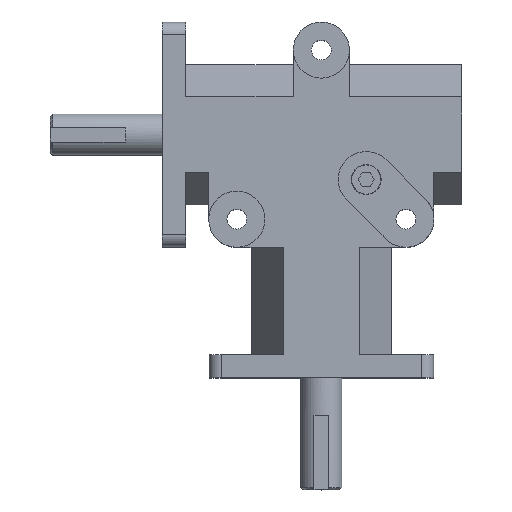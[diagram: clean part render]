
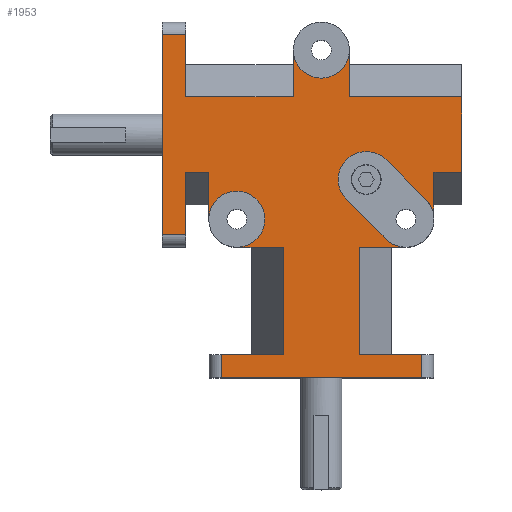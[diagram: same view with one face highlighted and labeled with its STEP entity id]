
A CAD part, top view. The second image highlights one B-rep face of the part: STEP entity #1953.
In plain terms, the highlighted planar face has unit normal (0, 0, 1).
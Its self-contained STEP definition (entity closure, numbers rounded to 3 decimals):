
#78=PLANE('',#2127);
#171=FACE_OUTER_BOUND('',#296,.T.);
#296=EDGE_LOOP('',(#1494,#1495,#1496,#1497,#1498,#1499,#1500,#1501,#1502,
#1503,#1504,#1505,#1506,#1507,#1508,#1509,#1510,#1511,#1512,#1513,#1514,
#1515,#1516,#1517,#1518,#1519,#1520,#1521,#1522,#1523));
#416=LINE('',#2967,#607);
#421=LINE('',#2991,#612);
#426=LINE('',#3012,#617);
#428=LINE('',#3021,#619);
#431=LINE('',#3032,#622);
#439=LINE('',#3053,#630);
#441=LINE('',#3061,#632);
#442=LINE('',#3063,#633);
#443=LINE('',#3065,#634);
#444=LINE('',#3069,#635);
#445=LINE('',#3073,#636);
#446=LINE('',#3077,#637);
#447=LINE('',#3079,#638);
#448=LINE('',#3081,#639);
#449=LINE('',#3083,#640);
#450=LINE('',#3085,#641);
#451=LINE('',#3089,#642);
#452=LINE('',#3091,#643);
#453=LINE('',#3092,#644);
#454=LINE('',#3093,#645);
#455=LINE('',#3095,#646);
#456=LINE('',#3097,#647);
#457=LINE('',#3101,#648);
#458=LINE('',#3103,#649);
#459=LINE('',#3104,#650);
#607=VECTOR('',#2390,1.);
#612=VECTOR('',#2411,1.);
#617=VECTOR('',#2430,1.);
#619=VECTOR('',#2438,1.);
#622=VECTOR('',#2449,1.);
#630=VECTOR('',#2467,1.);
#632=VECTOR('',#2475,1.);
#633=VECTOR('',#2476,1.);
#634=VECTOR('',#2477,1.);
#635=VECTOR('',#2480,1.);
#636=VECTOR('',#2483,1.);
#637=VECTOR('',#2486,1.);
#638=VECTOR('',#2487,1.);
#639=VECTOR('',#2488,1.);
#640=VECTOR('',#2489,1.);
#641=VECTOR('',#2490,1.);
#642=VECTOR('',#2493,1.);
#643=VECTOR('',#2494,1.);
#644=VECTOR('',#2495,1.);
#645=VECTOR('',#2496,1.);
#646=VECTOR('',#2497,1.);
#647=VECTOR('',#2498,1.);
#648=VECTOR('',#2501,1.);
#649=VECTOR('',#2502,1.);
#650=VECTOR('',#2503,1.);
#816=CIRCLE('',#2128,9.525);
#817=CIRCLE('',#2129,9.525);
#818=CIRCLE('',#2130,9.525);
#819=CIRCLE('',#2131,9.525);
#820=CIRCLE('',#2132,9.525);
#893=VERTEX_POINT('',#2960);
#896=VERTEX_POINT('',#2965);
#906=VERTEX_POINT('',#2988);
#907=VERTEX_POINT('',#2990);
#913=VERTEX_POINT('',#3005);
#916=VERTEX_POINT('',#3010);
#917=VERTEX_POINT('',#3014);
#920=VERTEX_POINT('',#3019);
#932=VERTEX_POINT('',#3051);
#935=VERTEX_POINT('',#3060);
#936=VERTEX_POINT('',#3062);
#937=VERTEX_POINT('',#3064);
#938=VERTEX_POINT('',#3066);
#939=VERTEX_POINT('',#3068);
#940=VERTEX_POINT('',#3070);
#941=VERTEX_POINT('',#3072);
#942=VERTEX_POINT('',#3074);
#943=VERTEX_POINT('',#3076);
#944=VERTEX_POINT('',#3078);
#945=VERTEX_POINT('',#3080);
#946=VERTEX_POINT('',#3082);
#947=VERTEX_POINT('',#3084);
#948=VERTEX_POINT('',#3086);
#949=VERTEX_POINT('',#3088);
#950=VERTEX_POINT('',#3090);
#951=VERTEX_POINT('',#3094);
#952=VERTEX_POINT('',#3096);
#953=VERTEX_POINT('',#3098);
#954=VERTEX_POINT('',#3100);
#955=VERTEX_POINT('',#3102);
#1102=EDGE_CURVE('',#896,#893,#416,.T.);
#1112=EDGE_CURVE('',#906,#907,#421,.T.);
#1122=EDGE_CURVE('',#916,#913,#426,.T.);
#1126=EDGE_CURVE('',#920,#917,#428,.T.);
#1131=EDGE_CURVE('',#893,#906,#431,.T.);
#1143=EDGE_CURVE('',#932,#916,#439,.T.);
#1147=EDGE_CURVE('',#935,#896,#441,.T.);
#1148=EDGE_CURVE('',#936,#935,#442,.T.);
#1149=EDGE_CURVE('',#937,#936,#443,.T.);
#1150=EDGE_CURVE('',#937,#938,#816,.T.);
#1151=EDGE_CURVE('',#938,#939,#444,.T.);
#1152=EDGE_CURVE('',#939,#940,#817,.T.);
#1153=EDGE_CURVE('',#940,#941,#445,.T.);
#1154=EDGE_CURVE('',#941,#942,#818,.T.);
#1155=EDGE_CURVE('',#943,#942,#446,.T.);
#1156=EDGE_CURVE('',#944,#943,#447,.T.);
#1157=EDGE_CURVE('',#944,#945,#448,.T.);
#1158=EDGE_CURVE('',#946,#945,#449,.T.);
#1159=EDGE_CURVE('',#947,#946,#450,.T.);
#1160=EDGE_CURVE('',#947,#948,#819,.T.);
#1161=EDGE_CURVE('',#949,#948,#451,.T.);
#1162=EDGE_CURVE('',#950,#949,#452,.T.);
#1163=EDGE_CURVE('',#917,#950,#453,.T.);
#1164=EDGE_CURVE('',#913,#920,#454,.T.);
#1165=EDGE_CURVE('',#951,#932,#455,.T.);
#1166=EDGE_CURVE('',#952,#951,#456,.T.);
#1167=EDGE_CURVE('',#952,#953,#820,.T.);
#1168=EDGE_CURVE('',#954,#953,#457,.T.);
#1169=EDGE_CURVE('',#955,#954,#458,.T.);
#1170=EDGE_CURVE('',#907,#955,#459,.T.);
#1494=ORIENTED_EDGE('',*,*,#1102,.F.);
#1495=ORIENTED_EDGE('',*,*,#1147,.F.);
#1496=ORIENTED_EDGE('',*,*,#1148,.F.);
#1497=ORIENTED_EDGE('',*,*,#1149,.F.);
#1498=ORIENTED_EDGE('',*,*,#1150,.T.);
#1499=ORIENTED_EDGE('',*,*,#1151,.T.);
#1500=ORIENTED_EDGE('',*,*,#1152,.T.);
#1501=ORIENTED_EDGE('',*,*,#1153,.T.);
#1502=ORIENTED_EDGE('',*,*,#1154,.T.);
#1503=ORIENTED_EDGE('',*,*,#1155,.F.);
#1504=ORIENTED_EDGE('',*,*,#1156,.F.);
#1505=ORIENTED_EDGE('',*,*,#1157,.T.);
#1506=ORIENTED_EDGE('',*,*,#1158,.F.);
#1507=ORIENTED_EDGE('',*,*,#1159,.F.);
#1508=ORIENTED_EDGE('',*,*,#1160,.T.);
#1509=ORIENTED_EDGE('',*,*,#1161,.F.);
#1510=ORIENTED_EDGE('',*,*,#1162,.F.);
#1511=ORIENTED_EDGE('',*,*,#1163,.F.);
#1512=ORIENTED_EDGE('',*,*,#1126,.F.);
#1513=ORIENTED_EDGE('',*,*,#1164,.F.);
#1514=ORIENTED_EDGE('',*,*,#1122,.F.);
#1515=ORIENTED_EDGE('',*,*,#1143,.F.);
#1516=ORIENTED_EDGE('',*,*,#1165,.F.);
#1517=ORIENTED_EDGE('',*,*,#1166,.F.);
#1518=ORIENTED_EDGE('',*,*,#1167,.T.);
#1519=ORIENTED_EDGE('',*,*,#1168,.F.);
#1520=ORIENTED_EDGE('',*,*,#1169,.F.);
#1521=ORIENTED_EDGE('',*,*,#1170,.F.);
#1522=ORIENTED_EDGE('',*,*,#1112,.F.);
#1523=ORIENTED_EDGE('',*,*,#1131,.F.);
#1953=ADVANCED_FACE('',(#171),#78,.T.);
#2127=AXIS2_PLACEMENT_3D('',#3059,#2473,#2474);
#2128=AXIS2_PLACEMENT_3D('',#3067,#2478,#2479);
#2129=AXIS2_PLACEMENT_3D('',#3071,#2481,#2482);
#2130=AXIS2_PLACEMENT_3D('',#3075,#2484,#2485);
#2131=AXIS2_PLACEMENT_3D('',#3087,#2491,#2492);
#2132=AXIS2_PLACEMENT_3D('',#3099,#2499,#2500);
#2390=DIRECTION('',(0.,-1.,0.));
#2411=DIRECTION('',(0.,1.,0.));
#2430=DIRECTION('',(-1.,0.,0.));
#2438=DIRECTION('',(1.,0.,0.));
#2449=DIRECTION('',(-1.,0.,0.));
#2467=DIRECTION('',(0.,-1.,0.));
#2473=DIRECTION('center_axis',(0.,0.,1.));
#2474=DIRECTION('ref_axis',(-1.,0.,0.));
#2475=DIRECTION('',(1.,0.,0.));
#2476=DIRECTION('',(0.,-1.,0.));
#2477=DIRECTION('',(-1.,0.,0.));
#2478=DIRECTION('center_axis',(0.,0.,-1.));
#2479=DIRECTION('ref_axis',(1.,0.,0.));
#2480=DIRECTION('',(-0.707,0.707,0.));
#2481=DIRECTION('center_axis',(0.,0.,-1.));
#2482=DIRECTION('ref_axis',(1.,0.,0.));
#2483=DIRECTION('',(0.707,-0.707,0.));
#2484=DIRECTION('center_axis',(0.,0.,-1.));
#2485=DIRECTION('ref_axis',(1.,0.,0.));
#2486=DIRECTION('',(0.,-1.,0.));
#2487=DIRECTION('',(-1.,0.,0.));
#2488=DIRECTION('',(0.,1.,0.));
#2489=DIRECTION('',(1.,0.,0.));
#2490=DIRECTION('',(0.,-1.,0.));
#2491=DIRECTION('center_axis',(0.,0.,-1.));
#2492=DIRECTION('ref_axis',(1.,0.,0.));
#2493=DIRECTION('',(0.,1.,0.));
#2494=DIRECTION('',(1.,0.,0.));
#2495=DIRECTION('',(0.,-1.,0.));
#2496=DIRECTION('',(0.,1.,0.));
#2497=DIRECTION('',(-1.,0.,0.));
#2498=DIRECTION('',(0.,1.,0.));
#2499=DIRECTION('center_axis',(0.,0.,-1.));
#2500=DIRECTION('ref_axis',(1.,0.,0.));
#2501=DIRECTION('',(-1.,0.,0.));
#2502=DIRECTION('',(0.,1.,0.));
#2503=DIRECTION('',(1.,0.,0.));
#2960=CARTESIAN_POINT('',(34.036,0.,25.4));
#2965=CARTESIAN_POINT('',(34.036,7.874,25.4));
#2967=CARTESIAN_POINT('',(34.036,30.828,25.4));
#2988=CARTESIAN_POINT('',(-34.036,0.,25.4));
#2990=CARTESIAN_POINT('',(-34.036,7.874,25.4));
#2991=CARTESIAN_POINT('',(-34.036,34.765,25.4));
#3005=CARTESIAN_POINT('',(-53.975,48.514,25.4));
#3010=CARTESIAN_POINT('',(-46.101,48.514,25.4));
#3012=CARTESIAN_POINT('',(-26.988,48.514,25.4));
#3014=CARTESIAN_POINT('',(-46.101,116.586,25.4));
#3019=CARTESIAN_POINT('',(-53.975,116.586,25.4));
#3021=CARTESIAN_POINT('',(-23.051,116.586,25.4));
#3032=CARTESIAN_POINT('',(-38.1,0.,25.4));
#3051=CARTESIAN_POINT('',(-46.101,69.736,25.4));
#3053=CARTESIAN_POINT('',(-46.101,44.45,25.4));
#3059=CARTESIAN_POINT('Origin',(0.,61.657,25.4));
#3060=CARTESIAN_POINT('',(12.814,7.874,25.4));
#3061=CARTESIAN_POINT('',(23.813,7.874,25.4));
#3062=CARTESIAN_POINT('',(12.814,44.323,25.4));
#3063=CARTESIAN_POINT('',(12.814,34.765,25.4));
#3064=CARTESIAN_POINT('',(28.702,44.323,25.4));
#3065=CARTESIAN_POINT('',(11.906,44.323,25.4));
#3066=CARTESIAN_POINT('',(21.967,47.113,25.4));
#3067=CARTESIAN_POINT('Origin',(28.702,53.848,25.4));
#3068=CARTESIAN_POINT('',(8.505,60.575,25.4));
#3069=CARTESIAN_POINT('',(12.839,56.24,25.4));
#3070=CARTESIAN_POINT('',(21.975,74.045,25.4));
#3071=CARTESIAN_POINT('Origin',(15.24,67.31,25.4));
#3072=CARTESIAN_POINT('',(35.437,60.583,25.4));
#3073=CARTESIAN_POINT('',(19.579,76.442,25.4));
#3074=CARTESIAN_POINT('',(38.227,53.848,25.4));
#3075=CARTESIAN_POINT('Origin',(28.702,53.848,25.4));
#3076=CARTESIAN_POINT('',(38.227,69.736,25.4));
#3077=CARTESIAN_POINT('',(38.227,53.848,25.4));
#3078=CARTESIAN_POINT('',(47.625,69.736,25.4));
#3079=CARTESIAN_POINT('',(19.114,69.736,25.4));
#3080=CARTESIAN_POINT('',(47.625,95.364,25.4));
#3081=CARTESIAN_POINT('',(47.625,7.815,25.4));
#3082=CARTESIAN_POINT('',(9.525,95.364,25.4));
#3083=CARTESIAN_POINT('',(23.051,95.364,25.4));
#3084=CARTESIAN_POINT('',(9.525,111.252,25.4));
#3085=CARTESIAN_POINT('',(9.525,84.01,25.4));
#3086=CARTESIAN_POINT('',(-9.525,111.252,25.4));
#3087=CARTESIAN_POINT('Origin',(0.,111.252,25.4));
#3088=CARTESIAN_POINT('',(-9.525,95.364,25.4));
#3089=CARTESIAN_POINT('',(-9.525,106.363,25.4));
#3090=CARTESIAN_POINT('',(-46.101,95.364,25.4));
#3091=CARTESIAN_POINT('',(-4.763,95.364,25.4));
#3092=CARTESIAN_POINT('',(-46.101,84.01,25.4));
#3093=CARTESIAN_POINT('',(-53.975,44.45,25.4));
#3094=CARTESIAN_POINT('',(-38.227,69.736,25.4));
#3095=CARTESIAN_POINT('',(-23.051,69.736,25.4));
#3096=CARTESIAN_POINT('',(-38.227,53.848,25.4));
#3097=CARTESIAN_POINT('',(-38.227,60.197,25.4));
#3098=CARTESIAN_POINT('',(-28.702,44.323,25.4));
#3099=CARTESIAN_POINT('Origin',(-28.702,53.848,25.4));
#3100=CARTESIAN_POINT('',(-12.814,44.323,25.4));
#3101=CARTESIAN_POINT('',(-23.813,44.323,25.4));
#3102=CARTESIAN_POINT('',(-12.814,7.874,25.4));
#3103=CARTESIAN_POINT('',(-12.814,52.99,25.4));
#3104=CARTESIAN_POINT('',(-11.906,7.874,25.4));
